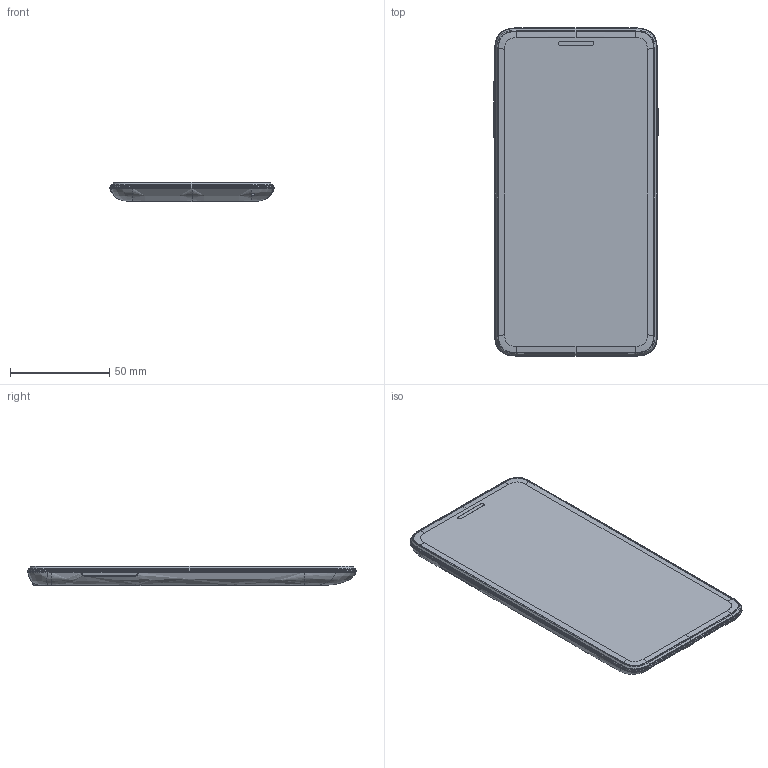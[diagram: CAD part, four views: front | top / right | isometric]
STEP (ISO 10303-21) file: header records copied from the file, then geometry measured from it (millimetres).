
FILE_DESCRIPTION(('CATIA V5 STEP Exchange'),'2;1');
FILE_NAME('solid_Aquaris_5_7.stp','2014-06-06T15:01:21+00:00',('none'),('none'),'CATIA Version 5 Release 20 SP 1 (IN-10)','CATIA V5 STEP AP203','none');
FILE_SCHEMA(('CONFIG_CONTROL_DESIGN'));
Length unit declared in the file: millimetre
Products named in the file (1): AQUARIS_5_7
Bounding box: 82.66 x 165.1 x 9.71 mm (x, y, z)
Volume: 121092.6 mm3; surface area: 29621.3 mm2
Topology: 1 solids, 1 shells, 294 faces, 862 edges, 575 vertices
Faces by surface type: bspline 130, plane 61, cylinder 46, extrusion 41, torus 8, cone 6, revolution 2
Entity records: 26179 total; most frequent: CARTESIAN_POINT 20047, ORIENTED_EDGE 1720, EDGE_CURVE 860, B_SPLINE_CURVE_WITH_KNOTS 678, VERTEX_POINT 575, DIRECTION 496, EDGE_LOOP 301, ADVANCED_FACE 294
